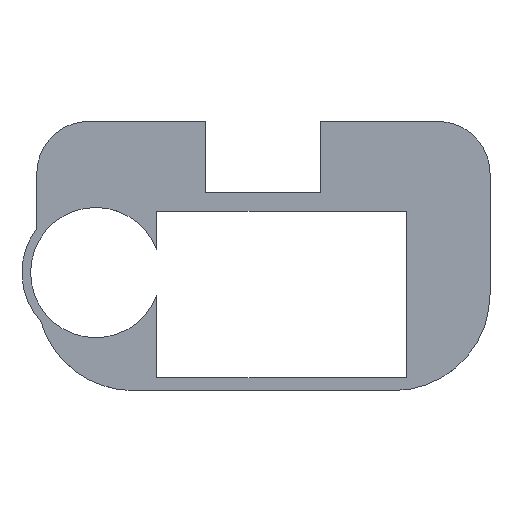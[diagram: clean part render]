
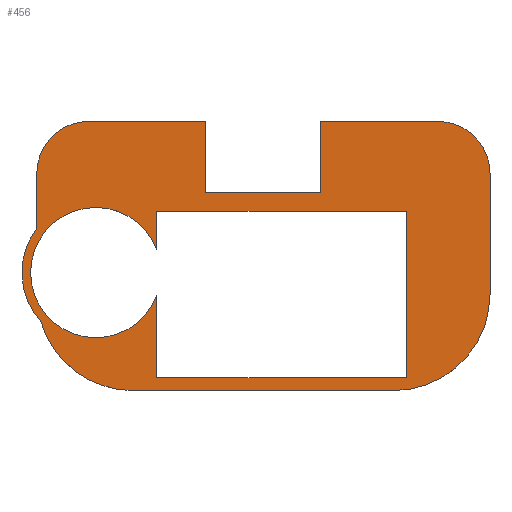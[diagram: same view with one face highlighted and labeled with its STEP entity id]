
A CAD part, top view. The second image highlights one B-rep face of the part: STEP entity #456.
In plain terms, the highlighted planar face has unit normal (0, 0, 1).
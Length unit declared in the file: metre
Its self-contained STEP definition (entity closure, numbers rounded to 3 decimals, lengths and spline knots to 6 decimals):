
#38=LINE('',#701,#85);
#40=LINE('',#705,#87);
#42=LINE('',#709,#89);
#44=LINE('',#713,#91);
#46=LINE('',#717,#93);
#49=LINE('',#723,#96);
#51=LINE('',#727,#98);
#54=LINE('',#735,#101);
#58=LINE('',#747,#105);
#61=LINE('',#755,#108);
#64=LINE('',#763,#111);
#65=LINE('',#765,#112);
#66=LINE('',#767,#113);
#85=VECTOR('',#559,1.);
#87=VECTOR('',#563,1.);
#89=VECTOR('',#567,1.);
#91=VECTOR('',#571,1.);
#93=VECTOR('',#575,1.);
#96=VECTOR('',#580,1.);
#98=VECTOR('',#584,1.);
#101=VECTOR('',#593,1.);
#105=VECTOR('',#607,1.);
#108=VECTOR('',#616,1.);
#111=VECTOR('',#625,1.);
#112=VECTOR('',#628,1.);
#113=VECTOR('',#631,1.);
#215=ORIENTED_EDGE('',*,*,#275,.F.);
#216=ORIENTED_EDGE('',*,*,#278,.T.);
#217=ORIENTED_EDGE('',*,*,#280,.F.);
#218=ORIENTED_EDGE('',*,*,#282,.F.);
#219=ORIENTED_EDGE('',*,*,#284,.F.);
#220=ORIENTED_EDGE('',*,*,#286,.T.);
#221=ORIENTED_EDGE('',*,*,#288,.F.);
#222=ORIENTED_EDGE('',*,*,#290,.F.);
#223=ORIENTED_EDGE('',*,*,#292,.F.);
#224=ORIENTED_EDGE('',*,*,#294,.F.);
#225=ORIENTED_EDGE('',*,*,#296,.F.);
#226=ORIENTED_EDGE('',*,*,#298,.F.);
#227=ORIENTED_EDGE('',*,*,#299,.F.);
#228=ORIENTED_EDGE('',*,*,#264,.F.);
#229=ORIENTED_EDGE('',*,*,#267,.F.);
#230=ORIENTED_EDGE('',*,*,#269,.T.);
#231=ORIENTED_EDGE('',*,*,#271,.T.);
#232=ORIENTED_EDGE('',*,*,#273,.F.);
#233=ORIENTED_EDGE('',*,*,#300,.F.);
#264=EDGE_CURVE('',#324,#325,#353,.T.);
#267=EDGE_CURVE('',#326,#324,#38,.T.);
#269=EDGE_CURVE('',#326,#327,#40,.T.);
#271=EDGE_CURVE('',#327,#328,#42,.T.);
#273=EDGE_CURVE('',#329,#328,#44,.T.);
#275=EDGE_CURVE('',#330,#331,#46,.T.);
#278=EDGE_CURVE('',#330,#332,#49,.T.);
#280=EDGE_CURVE('',#333,#332,#51,.T.);
#282=EDGE_CURVE('',#334,#333,#354,.F.);
#284=EDGE_CURVE('',#335,#334,#54,.T.);
#286=EDGE_CURVE('',#335,#336,#355,.T.);
#288=EDGE_CURVE('',#337,#336,#356,.T.);
#290=EDGE_CURVE('',#338,#337,#58,.T.);
#292=EDGE_CURVE('',#339,#338,#357,.T.);
#294=EDGE_CURVE('',#340,#339,#61,.T.);
#296=EDGE_CURVE('',#341,#340,#358,.F.);
#298=EDGE_CURVE('',#342,#341,#64,.T.);
#299=EDGE_CURVE('',#331,#342,#65,.T.);
#300=EDGE_CURVE('',#325,#329,#66,.T.);
#324=VERTEX_POINT('',#694);
#325=VERTEX_POINT('',#696);
#326=VERTEX_POINT('',#700);
#327=VERTEX_POINT('',#704);
#328=VERTEX_POINT('',#708);
#329=VERTEX_POINT('',#712);
#330=VERTEX_POINT('',#716);
#331=VERTEX_POINT('',#718);
#332=VERTEX_POINT('',#722);
#333=VERTEX_POINT('',#726);
#334=VERTEX_POINT('',#730);
#335=VERTEX_POINT('',#734);
#336=VERTEX_POINT('',#738);
#337=VERTEX_POINT('',#742);
#338=VERTEX_POINT('',#746);
#339=VERTEX_POINT('',#750);
#340=VERTEX_POINT('',#754);
#341=VERTEX_POINT('',#758);
#342=VERTEX_POINT('',#762);
#353=CIRCLE('',#484,0.015);
#354=CIRCLE('',#493,0.012);
#355=CIRCLE('',#496,0.017);
#356=CIRCLE('',#498,0.0222);
#357=CIRCLE('',#501,0.0222);
#358=CIRCLE('',#504,0.012);
#382=EDGE_LOOP('',(#215,#216,#217,#218,#219,#220,#221,#222,#223,#224,#225,
#226,#227));
#383=EDGE_LOOP('',(#228,#229,#230,#231,#232,#233));
#411=FACE_BOUND('',#382,.T.);
#412=FACE_BOUND('',#383,.T.);
#433=PLANE('',#508);
#456=ADVANCED_FACE('',(#411,#412),#433,.T.);
#484=AXIS2_PLACEMENT_3D('',#695,#553,#554);
#493=AXIS2_PLACEMENT_3D('',#731,#588,#589);
#496=AXIS2_PLACEMENT_3D('',#739,#597,#598);
#498=AXIS2_PLACEMENT_3D('',#743,#602,#603);
#501=AXIS2_PLACEMENT_3D('',#751,#611,#612);
#504=AXIS2_PLACEMENT_3D('',#759,#620,#621);
#508=AXIS2_PLACEMENT_3D('',#768,#632,#633);
#553=DIRECTION('',(0.,0.,1.));
#554=DIRECTION('',(1.,0.,0.));
#559=DIRECTION('',(0.,-1.,0.));
#563=DIRECTION('',(1.,0.,0.));
#567=DIRECTION('',(0.,-1.,0.));
#571=DIRECTION('',(1.,0.,0.));
#575=DIRECTION('',(1.,0.,0.));
#580=DIRECTION('',(0.,1.,0.));
#584=DIRECTION('',(1.,0.,0.));
#588=DIRECTION('',(0.,0.,1.));
#589=DIRECTION('',(0.,1.,0.));
#593=DIRECTION('',(0.,1.,0.));
#597=DIRECTION('',(0.,0.,1.));
#598=DIRECTION('',(1.,0.,0.));
#602=DIRECTION('',(0.,0.,-1.));
#603=DIRECTION('',(0.,-1.,0.));
#607=DIRECTION('',(-1.,0.,0.));
#611=DIRECTION('',(0.,0.,-1.));
#612=DIRECTION('',(1.,0.,0.));
#616=DIRECTION('',(0.,-1.,0.));
#620=DIRECTION('',(0.,0.,1.));
#621=DIRECTION('',(1.,0.,0.));
#625=DIRECTION('',(1.,0.,0.));
#628=DIRECTION('',(0.,1.,0.));
#631=DIRECTION('',(0.,-1.,0.));
#632=DIRECTION('',(0.,0.,1.));
#633=DIRECTION('',(1.,0.,0.));
#694=CARTESIAN_POINT('',(-0.024556,0.007408,0.0234));
#695=CARTESIAN_POINT('',(-0.038615,0.002178,0.0234));
#696=CARTESIAN_POINT('',(-0.024556,-0.003053,0.0234));
#700=CARTESIAN_POINT('',(-0.024556,0.016363,0.0234));
#701=CARTESIAN_POINT('',(-0.024556,0.011885,0.0234));
#704=CARTESIAN_POINT('',(0.032944,0.016363,0.0234));
#705=CARTESIAN_POINT('',(0.004194,0.016363,0.0234));
#708=CARTESIAN_POINT('',(0.032944,-0.022088,0.0234));
#709=CARTESIAN_POINT('',(0.032944,-0.002863,0.0234));
#712=CARTESIAN_POINT('',(-0.024556,-0.022088,0.0234));
#713=CARTESIAN_POINT('',(0.004194,-0.022088,0.0234));
#716=CARTESIAN_POINT('',(-0.01325,0.0206,0.0234));
#717=CARTESIAN_POINT('',(0.,0.0206,0.0234));
#718=CARTESIAN_POINT('',(0.01325,0.0206,0.0234));
#722=CARTESIAN_POINT('',(-0.01325,0.037,0.0234));
#723=CARTESIAN_POINT('',(-0.01325,0.036,0.0234));
#726=CARTESIAN_POINT('',(-0.0402,0.037,0.0234));
#727=CARTESIAN_POINT('',(-0.001003,0.037,0.0234));
#730=CARTESIAN_POINT('',(-0.0522,0.025,0.0234));
#731=CARTESIAN_POINT('',(-0.0402,0.025,0.0234));
#734=CARTESIAN_POINT('',(-0.0522,0.012397,0.0234));
#735=CARTESIAN_POINT('',(-0.0522,0.03653,0.0234));
#738=CARTESIAN_POINT('',(-0.051263,-0.009181,0.0234));
#739=CARTESIAN_POINT('',(-0.038615,0.002178,0.0234));
#742=CARTESIAN_POINT('',(-0.03,-0.025,0.0234));
#743=CARTESIAN_POINT('',(-0.03,-0.0028,0.0234));
#746=CARTESIAN_POINT('',(0.03,-0.025,0.0234));
#747=CARTESIAN_POINT('',(0.002658,-0.025,0.0234));
#750=CARTESIAN_POINT('',(0.0522,-0.0028,0.0234));
#751=CARTESIAN_POINT('',(0.03,-0.0028,0.0234));
#754=CARTESIAN_POINT('',(0.0522,0.025,0.0234));
#755=CARTESIAN_POINT('',(0.0522,0.009494,0.0234));
#758=CARTESIAN_POINT('',(0.0402,0.037,0.0234));
#759=CARTESIAN_POINT('',(0.0402,0.025,0.0234));
#762=CARTESIAN_POINT('',(0.01325,0.037,0.0234));
#763=CARTESIAN_POINT('',(-0.001003,0.037,0.0234));
#765=CARTESIAN_POINT('',(0.01325,0.036,0.0234));
#767=CARTESIAN_POINT('',(-0.024556,-0.01257,0.0234));
#768=CARTESIAN_POINT('',(-0.001707,0.006,0.0234));
